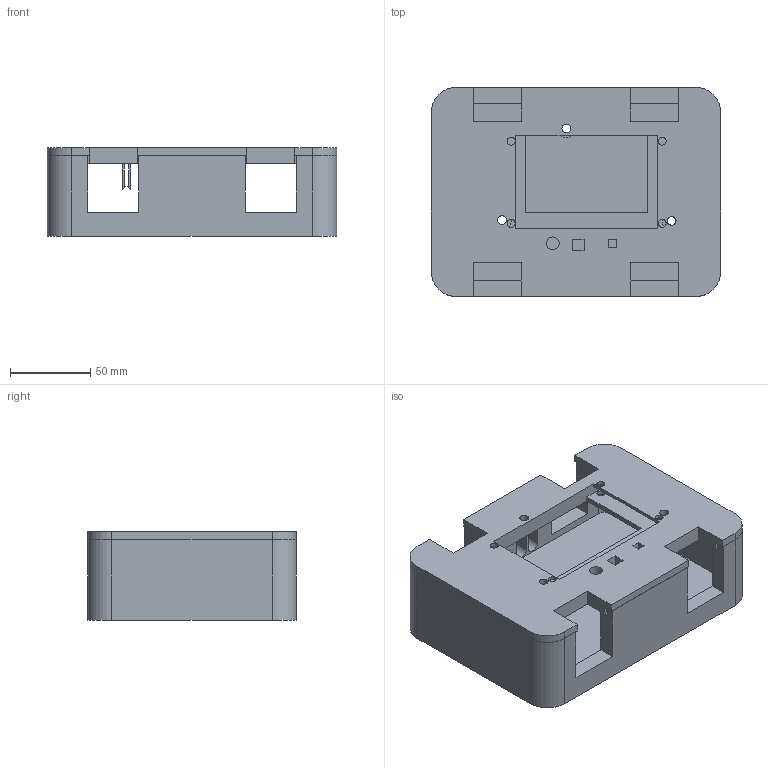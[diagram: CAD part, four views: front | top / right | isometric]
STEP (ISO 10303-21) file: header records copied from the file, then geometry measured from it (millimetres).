
FILE_DESCRIPTION(/* description */ ('','CAx-IF Rec.Pracs.---Representation and Presentation of Product Manufacturing Information (PMI)---4.0---2014-10-13'),/* implementation_level */ '2;1');
FILE_NAME(/* name */ 'controil box v1.step',/* time_stamp */ '2025-01-21T03:20:54-05:00',/* author */ (''),/* organization */ (''),/* preprocessor_version */ 'ST-DEVELOPER v20',/* originating_system */ 'Autodesk Translation Framework v13.20.0.188',/* authorisation */ '');
FILE_SCHEMA (('AP242_MANAGED_MODEL_BASED_3D_ENGINEERING_MIM_LF { 1 0 10303 442 1 1 4 }'));
Length unit declared in the file: millimetre
Products named in the file (3): controil box; lid; wire stabler
Assembly tree (2 placements, depth 3):
  controil box
    lid
      wire stabler
Bounding box: 180 x 130 x 55 mm (x, y, z)
Volume: 537992.7 mm3; surface area: 143202.3 mm2
Topology: 3 solids, 3 shells, 183 faces, 515 edges, 342 vertices
Faces by surface type: plane 140, cylinder 43
Full cylindrical faces by diameter (mm): 5 x8, 5.5 x6, 8 x1, 9.3 x3, 11.5 x3
Entity records: 6016 total; most frequent: CARTESIAN_POINT 1045, ORIENTED_EDGE 1030, DIRECTION 979, EDGE_CURVE 515, LINE 427, VECTOR 427, VERTEX_POINT 342, AXIS2_PLACEMENT_3D 276
